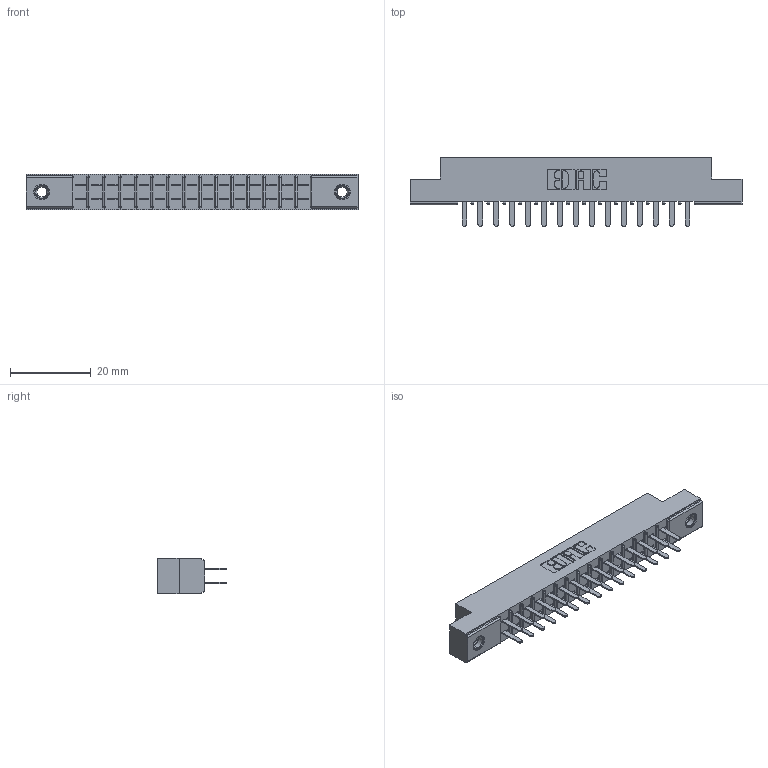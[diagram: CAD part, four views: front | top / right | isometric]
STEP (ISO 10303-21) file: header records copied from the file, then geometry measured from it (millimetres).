
FILE_DESCRIPTION (( 'STEP AP203' ), '1' );
FILE_NAME ('315-030-520-207.STEP', '2019-09-10T15:21:24', ( '' ), ( '' ), 'SwSTEP 2.0', 'SolidWorks 2016', '' );
FILE_SCHEMA (( 'CONFIG_CONTROL_DESIGN' ));
Length unit declared in the file: inch
Products named in the file (4): 305 Part_.156 Dia; 315-030-520-207; 305-290-001_520; 345-250-001_345-250-005-103
Assembly tree (33 placements, depth 2):
  315-030-520-207
    305 Part_.156 Dia
    305-290-001_520  x30
    345-250-001_345-250-005-103  x2
Bounding box: 82.45 x 17.09 x 8.71 mm (x, y, z)
Volume: 5169.5 mm3; surface area: 9402.3 mm2
Topology: 33 solids, 33 shells, 1556 faces, 4397 edges, 2842 vertices
Faces by surface type: plane 910, cylinder 570, sphere 60, cone 12, torus 4
Entity records: 20593 total; most frequent: CARTESIAN_POINT 3390, ORIENTED_EDGE 3354, DIRECTION 3311, EDGE_CURVE 1677, VECTOR 1325, LINE 1325, VERTEX_POINT 1072, AXIS2_PLACEMENT_3D 993
